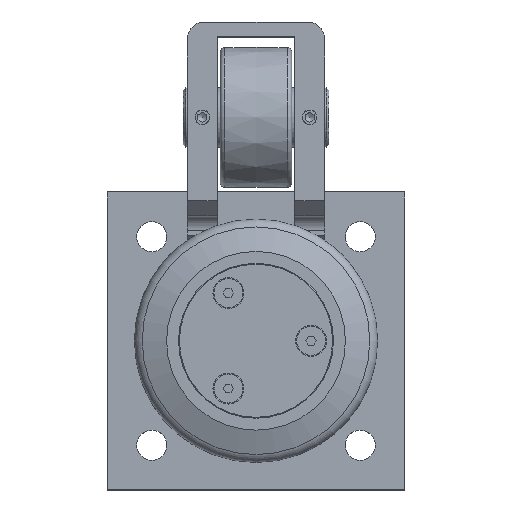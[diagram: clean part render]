
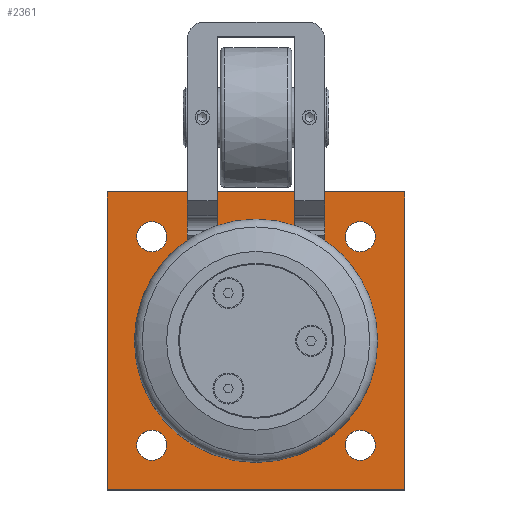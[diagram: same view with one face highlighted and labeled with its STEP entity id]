
A CAD part, top view. The second image highlights one B-rep face of the part: STEP entity #2361.
In plain terms, the highlighted planar face has unit normal (0, 0, 1).
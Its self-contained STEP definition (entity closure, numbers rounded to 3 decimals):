
#125=LINE('',#3793,#316);
#138=LINE('',#3826,#329);
#150=LINE('',#3863,#341);
#154=LINE('',#3874,#345);
#157=LINE('',#3881,#348);
#166=LINE('',#3905,#357);
#167=LINE('',#3912,#358);
#170=LINE('',#3917,#361);
#172=LINE('',#3921,#363);
#183=LINE('',#3975,#374);
#189=LINE('',#4025,#380);
#191=LINE('',#4033,#382);
#316=VECTOR('',#3041,10.);
#329=VECTOR('',#3064,10.);
#341=VECTOR('',#3094,10.);
#345=VECTOR('',#3106,10.);
#348=VECTOR('',#3113,10.);
#357=VECTOR('',#3132,10.);
#358=VECTOR('',#3139,10.);
#361=VECTOR('',#3144,10.);
#363=VECTOR('',#3148,10.);
#374=VECTOR('',#3213,10.);
#380=VECTOR('',#3231,10.);
#382=VECTOR('',#3241,10.);
#488=FACE_BOUND('',#817,.T.);
#489=FACE_BOUND('',#818,.T.);
#490=FACE_BOUND('',#819,.T.);
#491=FACE_BOUND('',#820,.T.);
#492=FACE_BOUND('',#821,.T.);
#493=FACE_BOUND('',#822,.T.);
#494=FACE_BOUND('',#823,.T.);
#544=PLANE('',#2630);
#661=FACE_OUTER_BOUND('',#816,.T.);
#816=EDGE_LOOP('',(#2046,#2047,#2048,#2049));
#817=EDGE_LOOP('',(#2050,#2051));
#818=EDGE_LOOP('',(#2052,#2053));
#819=EDGE_LOOP('',(#2054,#2055));
#820=EDGE_LOOP('',(#2056,#2057));
#821=EDGE_LOOP('',(#2058,#2059,#2060,#2061));
#822=EDGE_LOOP('',(#2062,#2063,#2064,#2065));
#823=EDGE_LOOP('',(#2066));
#975=CIRCLE('',#2595,5.053);
#976=CIRCLE('',#2596,5.053);
#977=CIRCLE('',#2598,5.053);
#978=CIRCLE('',#2599,5.053);
#979=CIRCLE('',#2601,5.053);
#980=CIRCLE('',#2602,5.053);
#981=CIRCLE('',#2604,5.053);
#982=CIRCLE('',#2605,5.053);
#987=CIRCLE('',#2613,26.5);
#1125=VERTEX_POINT('',#3790);
#1126=VERTEX_POINT('',#3792);
#1140=VERTEX_POINT('',#3823);
#1141=VERTEX_POINT('',#3825);
#1156=VERTEX_POINT('',#3860);
#1157=VERTEX_POINT('',#3862);
#1162=VERTEX_POINT('',#3879);
#1172=VERTEX_POINT('',#3904);
#1174=VERTEX_POINT('',#3910);
#1175=VERTEX_POINT('',#3911);
#1176=VERTEX_POINT('',#3916);
#1177=VERTEX_POINT('',#3920);
#1178=VERTEX_POINT('',#3924);
#1179=VERTEX_POINT('',#3925);
#1180=VERTEX_POINT('',#3930);
#1181=VERTEX_POINT('',#3931);
#1182=VERTEX_POINT('',#3936);
#1183=VERTEX_POINT('',#3937);
#1184=VERTEX_POINT('',#3942);
#1185=VERTEX_POINT('',#3943);
#1190=VERTEX_POINT('',#3959);
#1402=EDGE_CURVE('',#1126,#1125,#125,.T.);
#1419=EDGE_CURVE('',#1141,#1140,#138,.T.);
#1438=EDGE_CURVE('',#1157,#1156,#150,.T.);
#1444=EDGE_CURVE('',#1140,#1126,#154,.T.);
#1448=EDGE_CURVE('',#1156,#1162,#157,.T.);
#1461=EDGE_CURVE('',#1172,#1157,#166,.T.);
#1464=EDGE_CURVE('',#1174,#1175,#167,.T.);
#1467=EDGE_CURVE('',#1176,#1174,#170,.T.);
#1469=EDGE_CURVE('',#1175,#1177,#172,.T.);
#1471=EDGE_CURVE('',#1178,#1179,#975,.T.);
#1472=EDGE_CURVE('',#1179,#1178,#976,.T.);
#1474=EDGE_CURVE('',#1180,#1181,#977,.T.);
#1475=EDGE_CURVE('',#1181,#1180,#978,.T.);
#1477=EDGE_CURVE('',#1182,#1183,#979,.T.);
#1478=EDGE_CURVE('',#1183,#1182,#980,.T.);
#1480=EDGE_CURVE('',#1184,#1185,#981,.T.);
#1481=EDGE_CURVE('',#1185,#1184,#982,.T.);
#1489=EDGE_CURVE('',#1190,#1190,#987,.T.);
#1496=EDGE_CURVE('',#1177,#1176,#183,.T.);
#1504=EDGE_CURVE('',#1162,#1172,#189,.T.);
#1508=EDGE_CURVE('',#1125,#1141,#191,.T.);
#2046=ORIENTED_EDGE('',*,*,#1469,.F.);
#2047=ORIENTED_EDGE('',*,*,#1464,.F.);
#2048=ORIENTED_EDGE('',*,*,#1467,.F.);
#2049=ORIENTED_EDGE('',*,*,#1496,.F.);
#2050=ORIENTED_EDGE('',*,*,#1471,.T.);
#2051=ORIENTED_EDGE('',*,*,#1472,.T.);
#2052=ORIENTED_EDGE('',*,*,#1474,.T.);
#2053=ORIENTED_EDGE('',*,*,#1475,.T.);
#2054=ORIENTED_EDGE('',*,*,#1477,.T.);
#2055=ORIENTED_EDGE('',*,*,#1478,.T.);
#2056=ORIENTED_EDGE('',*,*,#1480,.T.);
#2057=ORIENTED_EDGE('',*,*,#1481,.T.);
#2058=ORIENTED_EDGE('',*,*,#1402,.T.);
#2059=ORIENTED_EDGE('',*,*,#1508,.T.);
#2060=ORIENTED_EDGE('',*,*,#1419,.T.);
#2061=ORIENTED_EDGE('',*,*,#1444,.T.);
#2062=ORIENTED_EDGE('',*,*,#1448,.T.);
#2063=ORIENTED_EDGE('',*,*,#1504,.T.);
#2064=ORIENTED_EDGE('',*,*,#1461,.T.);
#2065=ORIENTED_EDGE('',*,*,#1438,.T.);
#2066=ORIENTED_EDGE('',*,*,#1489,.T.);
#2361=ADVANCED_FACE('',(#661,#488,#489,#490,#491,#492,#493,#494),#544,.T.);
#2595=AXIS2_PLACEMENT_3D('',#3926,#3152,#3153);
#2596=AXIS2_PLACEMENT_3D('',#3927,#3154,#3155);
#2598=AXIS2_PLACEMENT_3D('',#3932,#3159,#3160);
#2599=AXIS2_PLACEMENT_3D('',#3933,#3161,#3162);
#2601=AXIS2_PLACEMENT_3D('',#3938,#3166,#3167);
#2602=AXIS2_PLACEMENT_3D('',#3939,#3168,#3169);
#2604=AXIS2_PLACEMENT_3D('',#3944,#3173,#3174);
#2605=AXIS2_PLACEMENT_3D('',#3945,#3175,#3176);
#2613=AXIS2_PLACEMENT_3D('',#3961,#3194,#3195);
#2630=AXIS2_PLACEMENT_3D('',#4032,#3239,#3240);
#3041=DIRECTION('',(0.,1.,0.));
#3064=DIRECTION('',(0.,-1.,0.));
#3094=DIRECTION('',(-1.,0.,0.));
#3106=DIRECTION('',(-1.,0.,0.));
#3113=DIRECTION('',(0.,1.,0.));
#3132=DIRECTION('',(0.,-1.,0.));
#3139=DIRECTION('',(-1.,0.,0.));
#3144=DIRECTION('',(0.,-1.,0.));
#3148=DIRECTION('',(0.,1.,0.));
#3152=DIRECTION('center_axis',(0.,0.,-1.));
#3153=DIRECTION('ref_axis',(1.,0.,0.));
#3154=DIRECTION('center_axis',(0.,0.,-1.));
#3155=DIRECTION('ref_axis',(1.,0.,0.));
#3159=DIRECTION('center_axis',(0.,0.,-1.));
#3160=DIRECTION('ref_axis',(1.,0.,0.));
#3161=DIRECTION('center_axis',(0.,0.,-1.));
#3162=DIRECTION('ref_axis',(1.,0.,0.));
#3166=DIRECTION('center_axis',(0.,0.,-1.));
#3167=DIRECTION('ref_axis',(1.,0.,0.));
#3168=DIRECTION('center_axis',(0.,0.,-1.));
#3169=DIRECTION('ref_axis',(1.,0.,0.));
#3173=DIRECTION('center_axis',(0.,0.,-1.));
#3174=DIRECTION('ref_axis',(1.,0.,0.));
#3175=DIRECTION('center_axis',(0.,0.,-1.));
#3176=DIRECTION('ref_axis',(1.,0.,0.));
#3194=DIRECTION('center_axis',(0.,0.,-1.));
#3195=DIRECTION('ref_axis',(0.,-1.,0.));
#3213=DIRECTION('',(1.,0.,0.));
#3231=DIRECTION('',(1.,0.,0.));
#3239=DIRECTION('center_axis',(0.,0.,1.));
#3240=DIRECTION('ref_axis',(1.,0.,0.));
#3241=DIRECTION('',(1.,0.,0.));
#3790=CARTESIAN_POINT('',(10.962,22.901,-7.65));
#3792=CARTESIAN_POINT('',(10.962,2.096,-7.65));
#3793=CARTESIAN_POINT('',(10.962,-8.904,-7.65));
#3823=CARTESIAN_POINT('',(20.962,2.096,-7.65));
#3825=CARTESIAN_POINT('',(20.962,22.901,-7.65));
#3826=CARTESIAN_POINT('',(20.962,9.339,-7.65));
#3860=CARTESIAN_POINT('',(-25.038,2.096,-7.65));
#3862=CARTESIAN_POINT('',(-15.038,2.096,-7.65));
#3863=CARTESIAN_POINT('',(-8.538,2.096,-7.65));
#3874=CARTESIAN_POINT('',(9.462,2.096,-7.65));
#3879=CARTESIAN_POINT('',(-25.038,22.901,-7.65));
#3881=CARTESIAN_POINT('',(-25.038,-8.904,-7.65));
#3904=CARTESIAN_POINT('',(-15.038,22.901,-7.65));
#3905=CARTESIAN_POINT('',(-15.038,9.339,-7.65));
#3910=CARTESIAN_POINT('',(47.962,-75.404,-7.65));
#3911=CARTESIAN_POINT('',(-52.038,-75.404,-7.65));
#3912=CARTESIAN_POINT('',(-52.038,-75.404,-7.65));
#3916=CARTESIAN_POINT('',(47.962,24.596,-7.65));
#3917=CARTESIAN_POINT('',(47.962,-75.404,-7.65));
#3920=CARTESIAN_POINT('',(-52.038,24.596,-7.65));
#3921=CARTESIAN_POINT('',(-52.038,24.596,-7.65));
#3924=CARTESIAN_POINT('',(-31.985,9.596,-7.65));
#3925=CARTESIAN_POINT('',(-42.091,9.596,-7.65));
#3926=CARTESIAN_POINT('Origin',(-37.038,9.596,-7.65));
#3927=CARTESIAN_POINT('Origin',(-37.038,9.596,-7.65));
#3930=CARTESIAN_POINT('',(38.015,9.596,-7.65));
#3931=CARTESIAN_POINT('',(27.909,9.596,-7.65));
#3932=CARTESIAN_POINT('Origin',(32.962,9.596,-7.65));
#3933=CARTESIAN_POINT('Origin',(32.962,9.596,-7.65));
#3936=CARTESIAN_POINT('',(38.015,-60.404,-7.65));
#3937=CARTESIAN_POINT('',(27.909,-60.404,-7.65));
#3938=CARTESIAN_POINT('Origin',(32.962,-60.404,-7.65));
#3939=CARTESIAN_POINT('Origin',(32.962,-60.404,-7.65));
#3942=CARTESIAN_POINT('',(-31.985,-60.404,-7.65));
#3943=CARTESIAN_POINT('',(-42.091,-60.404,-7.65));
#3944=CARTESIAN_POINT('Origin',(-37.038,-60.404,-7.65));
#3945=CARTESIAN_POINT('Origin',(-37.038,-60.404,-7.65));
#3959=CARTESIAN_POINT('',(-2.038,1.096,-7.65));
#3961=CARTESIAN_POINT('Origin',(-2.038,-25.404,-7.65));
#3975=CARTESIAN_POINT('',(47.962,24.596,-7.65));
#4025=CARTESIAN_POINT('',(-25.038,22.901,-7.65));
#4032=CARTESIAN_POINT('Origin',(-2.038,-25.404,-7.65));
#4033=CARTESIAN_POINT('',(10.962,22.901,-7.65));
